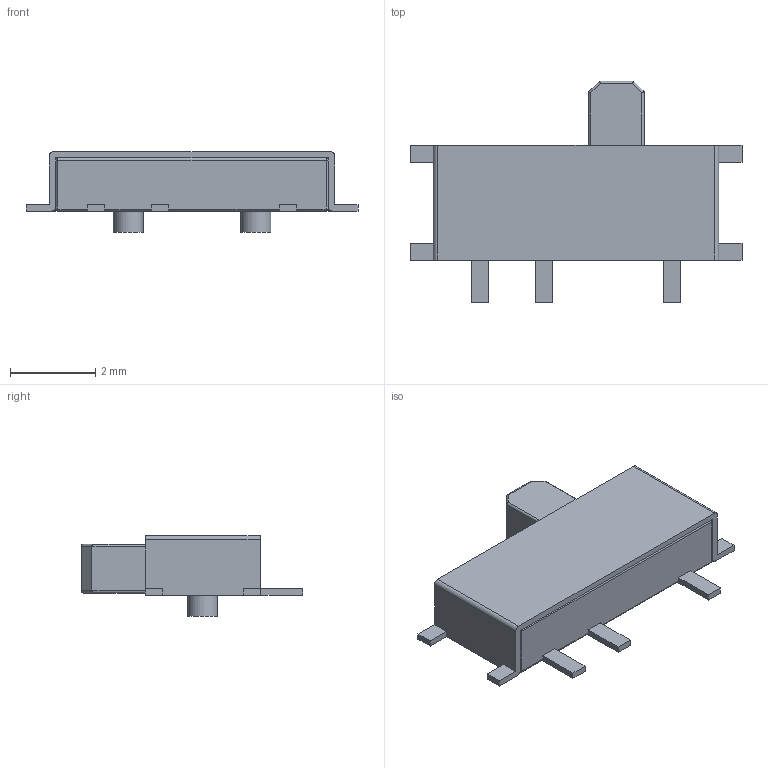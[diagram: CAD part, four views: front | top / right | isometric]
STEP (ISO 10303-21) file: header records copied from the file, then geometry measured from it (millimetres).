
FILE_DESCRIPTION(/* description */ (''),/* implementation_level */ '2;1');
FILE_NAME(/* name */ 'Switch_MSK12C02.step',/* time_stamp */ '2021-10-20T21:26:03+02:00',/* author */ (''),/* organization */ (''),/* preprocessor_version */ 'ST-DEVELOPER v18.1',/* originating_system */ 'Autodesk Translation Framework v10.10.0.1391',/* authorisation */ '');
FILE_SCHEMA (('AUTOMOTIVE_DESIGN { 1 0 10303 214 3 1 1 }'));
Length unit declared in the file: millimetre
Products named in the file (1): MSK12C02
Bounding box: 7.8 x 5.2 x 1.9 mm (x, y, z)
Volume: 27.5 mm3; surface area: 138.7 mm2
Topology: 6 solids, 6 shells, 125 faces, 299 edges, 188 vertices
Faces by surface type: plane 79, cylinder 38, sphere 8
Full cylindrical faces by diameter (mm): 0.7 x2
Entity records: 3611 total; most frequent: DIRECTION 619, CARTESIAN_POINT 613, ORIENTED_EDGE 598, EDGE_CURVE 299, LINE 231, VECTOR 231, AXIS2_PLACEMENT_3D 194, VERTEX_POINT 188
